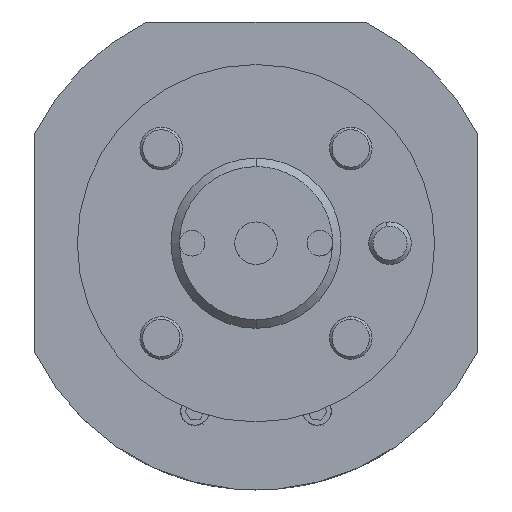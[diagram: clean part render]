
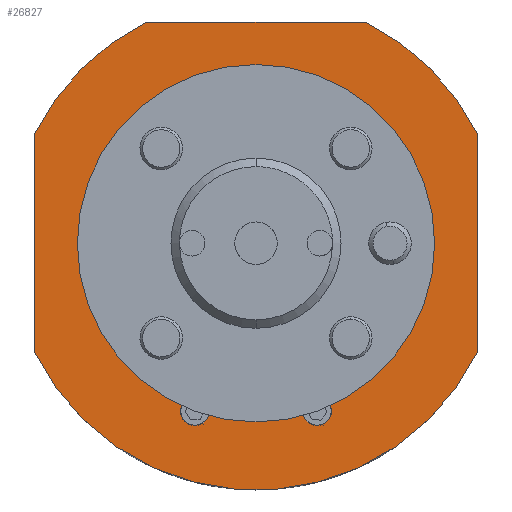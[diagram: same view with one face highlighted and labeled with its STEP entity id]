
A CAD part, front view. The second image highlights one B-rep face of the part: STEP entity #26827.
In plain terms, the highlighted planar face has unit normal (0, -1, 0).
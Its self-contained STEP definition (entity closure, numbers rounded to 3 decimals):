
#811 = CARTESIAN_POINT ( 'NONE',  ( 7.182, 8.1, -19.734 ) ) ;
#846 = ORIENTED_EDGE ( 'NONE', *, *, #24735, .F. ) ;
#1111 = CIRCLE ( 'NONE', #15933, 1.65 ) ;
#1443 = DIRECTION ( 'NONE',  ( 1., 0., 0. ) ) ;
#1680 = CARTESIAN_POINT ( 'NONE',  ( -7.182, 8.1, -19.734 ) ) ;
#1776 = VERTEX_POINT ( 'NONE', #32564 ) ;
#1791 = CARTESIAN_POINT ( 'NONE',  ( 26., 8.1, 12.845 ) ) ;
#2078 = CARTESIAN_POINT ( 'NONE',  ( 12.845, 8.1, 26. ) ) ;
#2483 = CARTESIAN_POINT ( 'NONE',  ( 26., 8.1, -12.845 ) ) ;
#2717 = VERTEX_POINT ( 'NONE', #1791 ) ;
#3371 = DIRECTION ( 'NONE',  ( 0., 0., -1. ) ) ;
#3376 = VERTEX_POINT ( 'NONE', #29243 ) ;
#3436 = CARTESIAN_POINT ( 'NONE',  ( 26., 8.1, 0. ) ) ;
#4245 = DIRECTION ( 'NONE',  ( 0., 0., -1. ) ) ;
#4312 = VERTEX_POINT ( 'NONE', #2078 ) ;
#4968 = CIRCLE ( 'NONE', #5734, 1.65 ) ;
#4988 = ORIENTED_EDGE ( 'NONE', *, *, #22356, .F. ) ;
#5157 = VERTEX_POINT ( 'NONE', #16640 ) ;
#5477 = EDGE_LOOP ( 'NONE', ( #28777, #30924, #19077, #32516, #18153, #846 ) ) ;
#5734 = AXIS2_PLACEMENT_3D ( 'NONE', #25181, #9770, #27745 ) ;
#6573 = CARTESIAN_POINT ( 'NONE',  ( 0., 8.1, 0. ) ) ;
#7366 = CARTESIAN_POINT ( 'NONE',  ( -26., 8.1, 0. ) ) ;
#7430 = EDGE_CURVE ( 'NONE', #3376, #16228, #11393, .T. ) ;
#7939 = CARTESIAN_POINT ( 'NONE',  ( -12.845, 8.1, 26. ) ) ;
#8085 = CARTESIAN_POINT ( 'NONE',  ( 7.182, 8.1, -21.384 ) ) ;
#8786 = FACE_OUTER_BOUND ( 'NONE', #5477, .T. ) ;
#9205 = DIRECTION ( 'NONE',  ( 0., 0., 1. ) ) ;
#9378 = VERTEX_POINT ( 'NONE', #2483 ) ;
#9770 = DIRECTION ( 'NONE',  ( 0., -1., 0. ) ) ;
#10130 = CARTESIAN_POINT ( 'NONE',  ( 0., 8.1, 0. ) ) ;
#10397 = DIRECTION ( 'NONE',  ( 0., 0., -1. ) ) ;
#10541 = AXIS2_PLACEMENT_3D ( 'NONE', #30277, #14927, #32861 ) ;
#10645 = VECTOR ( 'NONE', #1443, 1000. ) ;
#10789 = EDGE_CURVE ( 'NONE', #5157, #16874, #4968, .T. ) ;
#11393 = CIRCLE ( 'NONE', #10541, 1.65 ) ;
#11609 = DIRECTION ( 'NONE',  ( 0., 1., 0. ) ) ;
#12707 = AXIS2_PLACEMENT_3D ( 'NONE', #28235, #25764, #10397 ) ;
#12724 = DIRECTION ( 'NONE',  ( 0., 0., 1. ) ) ;
#12865 = ORIENTED_EDGE ( 'NONE', *, *, #7430, .F. ) ;
#13669 = VERTEX_POINT ( 'NONE', #7939 ) ;
#14259 = ORIENTED_EDGE ( 'NONE', *, *, #10789, .F. ) ;
#14927 = DIRECTION ( 'NONE',  ( 0., -1., 0. ) ) ;
#15328 = CARTESIAN_POINT ( 'NONE',  ( -7.182, 8.1, -18.084 ) ) ;
#15681 = FACE_BOUND ( 'NONE', #19589, .T. ) ;
#15771 = VERTEX_POINT ( 'NONE', #28929 ) ;
#15933 = AXIS2_PLACEMENT_3D ( 'NONE', #811, #18802, #3371 ) ;
#16228 = VERTEX_POINT ( 'NONE', #15328 ) ;
#16640 = CARTESIAN_POINT ( 'NONE',  ( 7.182, 8.1, -18.084 ) ) ;
#16874 = VERTEX_POINT ( 'NONE', #8085 ) ;
#16879 = CARTESIAN_POINT ( 'NONE',  ( 29., 8.1, 26. ) ) ;
#17391 = ORIENTED_EDGE ( 'NONE', *, *, #27892, .F. ) ;
#17523 = DIRECTION ( 'NONE',  ( 0., 0., 1. ) ) ;
#17899 = PLANE ( 'NONE',  #12707 ) ;
#18153 = ORIENTED_EDGE ( 'NONE', *, *, #32023, .F. ) ;
#18802 = DIRECTION ( 'NONE',  ( 0., -1., 0. ) ) ;
#19077 = ORIENTED_EDGE ( 'NONE', *, *, #33103, .F. ) ;
#19589 = EDGE_LOOP ( 'NONE', ( #17391, #14259 ) ) ;
#19667 = DIRECTION ( 'NONE',  ( 0., -1., 0. ) ) ;
#19730 = EDGE_CURVE ( 'NONE', #2717, #9378, #30079, .T. ) ;
#19860 = LINE ( 'NONE', #7366, #20693 ) ;
#20693 = VECTOR ( 'NONE', #17523, 1000. ) ;
#21204 = AXIS2_PLACEMENT_3D ( 'NONE', #10130, #28081, #12724 ) ;
#21780 = EDGE_LOOP ( 'NONE', ( #12865, #4988 ) ) ;
#21958 = CIRCLE ( 'NONE', #28695, 1.65 ) ;
#22356 = EDGE_CURVE ( 'NONE', #16228, #3376, #21958, .T. ) ;
#22773 = EDGE_CURVE ( 'NONE', #15771, #13669, #26220, .T. ) ;
#23273 = VECTOR ( 'NONE', #24168, 1000. ) ;
#23292 = FACE_BOUND ( 'NONE', #21780, .T. ) ;
#24168 = DIRECTION ( 'NONE',  ( 0., 0., -1. ) ) ;
#24619 = DIRECTION ( 'NONE',  ( 0., 1., 0. ) ) ;
#24735 = EDGE_CURVE ( 'NONE', #9378, #1776, #28588, .T. ) ;
#25181 = CARTESIAN_POINT ( 'NONE',  ( 7.182, 8.1, -19.734 ) ) ;
#25384 = EDGE_CURVE ( 'NONE', #4312, #2717, #25756, .T. ) ;
#25756 = CIRCLE ( 'NONE', #32002, 29. ) ;
#25764 = DIRECTION ( 'NONE',  ( 0., -1., 0. ) ) ;
#26220 = CIRCLE ( 'NONE', #31484, 29. ) ;
#26827 = ADVANCED_FACE ( 'NONE', ( #8786, #23292, #15681 ), #17899, .T. ) ;
#26983 = CARTESIAN_POINT ( 'NONE',  ( 0., 8.1, 0. ) ) ;
#27745 = DIRECTION ( 'NONE',  ( 0., 0., -1. ) ) ;
#27892 = EDGE_CURVE ( 'NONE', #16874, #5157, #1111, .T. ) ;
#28081 = DIRECTION ( 'NONE',  ( 0., 1., 0. ) ) ;
#28235 = CARTESIAN_POINT ( 'NONE',  ( 29., 8.1, 0. ) ) ;
#28588 = CIRCLE ( 'NONE', #21204, 29. ) ;
#28695 = AXIS2_PLACEMENT_3D ( 'NONE', #1680, #19667, #4245 ) ;
#28777 = ORIENTED_EDGE ( 'NONE', *, *, #19730, .F. ) ;
#28929 = CARTESIAN_POINT ( 'NONE',  ( -26., 8.1, 12.845 ) ) ;
#29243 = CARTESIAN_POINT ( 'NONE',  ( -7.182, 8.1, -21.384 ) ) ;
#29570 = DIRECTION ( 'NONE',  ( 0., 0., 1. ) ) ;
#30079 = LINE ( 'NONE', #3436, #23273 ) ;
#30277 = CARTESIAN_POINT ( 'NONE',  ( -7.182, 8.1, -19.734 ) ) ;
#30296 = LINE ( 'NONE', #16879, #10645 ) ;
#30924 = ORIENTED_EDGE ( 'NONE', *, *, #25384, .F. ) ;
#31484 = AXIS2_PLACEMENT_3D ( 'NONE', #6573, #24619, #9205 ) ;
#32002 = AXIS2_PLACEMENT_3D ( 'NONE', #26983, #11609, #29570 ) ;
#32023 = EDGE_CURVE ( 'NONE', #1776, #15771, #19860, .T. ) ;
#32516 = ORIENTED_EDGE ( 'NONE', *, *, #22773, .F. ) ;
#32564 = CARTESIAN_POINT ( 'NONE',  ( -26., 8.1, -12.845 ) ) ;
#32861 = DIRECTION ( 'NONE',  ( 0., 0., -1. ) ) ;
#33103 = EDGE_CURVE ( 'NONE', #13669, #4312, #30296, .T. ) ;
